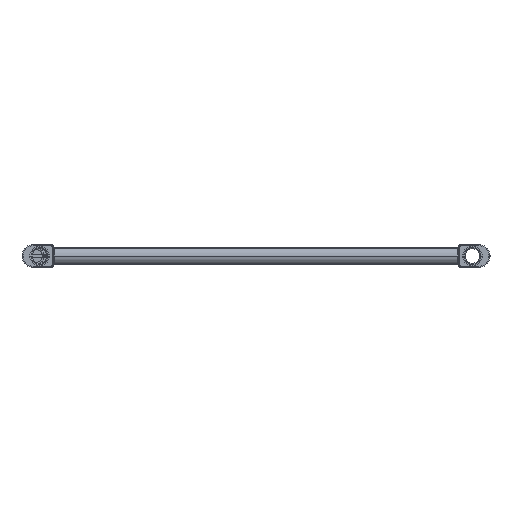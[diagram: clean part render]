
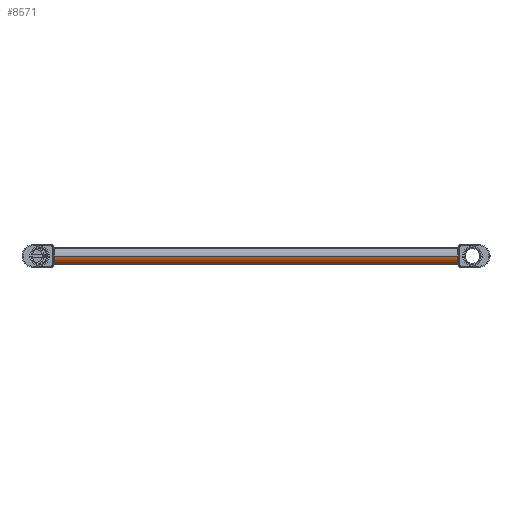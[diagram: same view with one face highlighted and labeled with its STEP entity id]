
A CAD part, front view. The second image highlights one B-rep face of the part: STEP entity #8571.
In plain terms, the highlighted cylindrical face has radius 11 mm (diameter 22 mm), a partial arc.
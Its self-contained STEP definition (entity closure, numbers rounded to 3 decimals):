
#8116=CARTESIAN_POINT('',(-257.992,0.,0.));
#8117=DIRECTION('',(-1.,0.,0.));
#8118=DIRECTION('',(0.,1.,0.));
#8119=AXIS2_PLACEMENT_3D('',#8116,#8117,#8118);
#8121=CARTESIAN_POINT('',(257.992,0.,0.));
#8122=DIRECTION('',(-1.,0.,0.));
#8123=DIRECTION('',(0.,1.,0.));
#8124=AXIS2_PLACEMENT_3D('',#8121,#8122,#8123);
#8126=DIRECTION('',(-1.,0.,0.));
#8127=VECTOR('',#8126,515.983);
#8128=CARTESIAN_POINT('',(257.992,-11.,0.));
#8129=LINE('',#8128,#8127);
#8135=DIRECTION('',(1.,0.,0.));
#8136=VECTOR('',#8135,515.983);
#8137=CARTESIAN_POINT('',(-257.992,11.,0.));
#8138=LINE('',#8137,#8136);
#8484=CARTESIAN_POINT('',(257.992,11.,0.));
#8485=VERTEX_POINT('',#8484);
#8494=CARTESIAN_POINT('',(257.992,-11.,0.));
#8495=VERTEX_POINT('',#8494);
#8504=CARTESIAN_POINT('',(-257.992,11.,0.));
#8505=VERTEX_POINT('',#8504);
#8514=CARTESIAN_POINT('',(-257.992,-11.,0.));
#8515=VERTEX_POINT('',#8514);
#8556=CARTESIAN_POINT('',(275.625,0.,0.));
#8557=DIRECTION('',(-1.,0.,0.));
#8558=DIRECTION('',(0.,1.,0.));
#8559=AXIS2_PLACEMENT_3D('',#8556,#8557,#8558);
#8560=CYLINDRICAL_SURFACE('',#8559,11.);
#8562=ORIENTED_EDGE('',*,*,#8561,.F.);
#8564=ORIENTED_EDGE('',*,*,#8563,.T.);
#8566=ORIENTED_EDGE('',*,*,#8565,.F.);
#8568=ORIENTED_EDGE('',*,*,#8567,.F.);
#8569=EDGE_LOOP('',(#8562,#8564,#8566,#8568));
#8570=FACE_OUTER_BOUND('',#8569,.F.);
#8120=CIRCLE('',#8119,11.);
#8125=CIRCLE('',#8124,11.);
#8561=EDGE_CURVE('',#8505,#8485,#8138,.T.);
#8563=EDGE_CURVE('',#8505,#8515,#8120,.T.);
#8565=EDGE_CURVE('',#8495,#8515,#8129,.T.);
#8567=EDGE_CURVE('',#8485,#8495,#8125,.T.);
#8571=ADVANCED_FACE('',(#8570),#8560,.T.);
